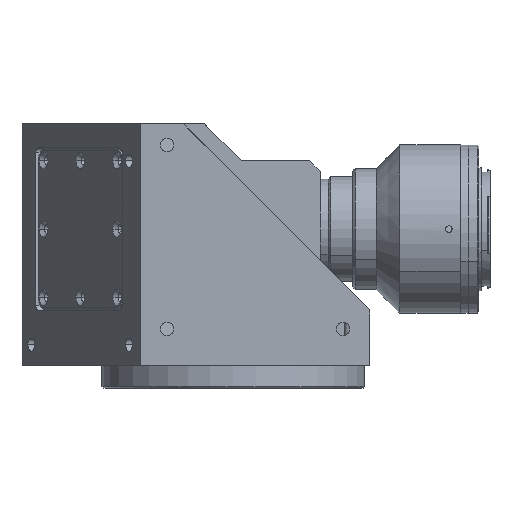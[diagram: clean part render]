
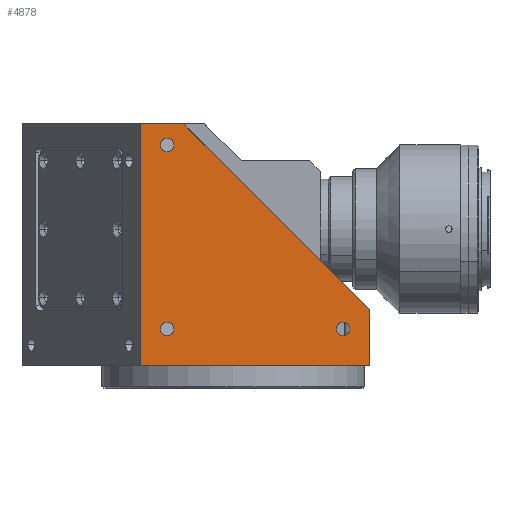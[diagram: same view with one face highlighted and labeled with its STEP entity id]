
A CAD part, front view. The second image highlights one B-rep face of the part: STEP entity #4878.
In plain terms, the highlighted planar face has unit normal (0, -1, 0).
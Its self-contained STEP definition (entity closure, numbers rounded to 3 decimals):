
#318 = CARTESIAN_POINT ( 'NONE',  ( 41.815, -52., 206.692 ) ) ;
#335 = ORIENTED_EDGE ( 'NONE', *, *, #10830, .F. ) ;
#379 = EDGE_LOOP ( 'NONE', ( #2047, #2114 ) ) ;
#915 = VECTOR ( 'NONE', #11151, 1000. ) ;
#1311 = LINE ( 'NONE', #10672, #915 ) ;
#1410 = VERTEX_POINT ( 'NONE', #5011 ) ;
#1449 = AXIS2_PLACEMENT_3D ( 'NONE', #10907, #10902, #10886 ) ;
#1521 = AXIS2_PLACEMENT_3D ( 'NONE', #11052, #11015, #11012 ) ;
#1598 = AXIS2_PLACEMENT_3D ( 'NONE', #11480, #11469, #11355 ) ;
#1988 = ORIENTED_EDGE ( 'NONE', *, *, #9188, .F. ) ;
#2047 = ORIENTED_EDGE ( 'NONE', *, *, #10784, .F. ) ;
#2093 = CARTESIAN_POINT ( 'NONE',  ( -25.185, -52., 201.692 ) ) ;
#2114 = ORIENTED_EDGE ( 'NONE', *, *, #9238, .F. ) ;
#2129 = ORIENTED_EDGE ( 'NONE', *, *, #9133, .F. ) ;
#2135 = VECTOR ( 'NONE', #12388, 1000. ) ;
#2213 = ORIENTED_EDGE ( 'NONE', *, *, #10762, .T. ) ;
#2306 = ORIENTED_EDGE ( 'NONE', *, *, #10698, .T. ) ;
#2364 = ORIENTED_EDGE ( 'NONE', *, *, #10850, .F. ) ;
#2400 = ORIENTED_EDGE ( 'NONE', *, *, #10846, .F. ) ;
#2476 = CARTESIAN_POINT ( 'NONE',  ( -35.185, -52., 282.192 ) ) ;
#2554 = ORIENTED_EDGE ( 'NONE', *, *, #10867, .T. ) ;
#2938 = CIRCLE ( 'NONE', #1449, 2.5 ) ;
#3363 = FACE_OUTER_BOUND ( 'NONE', #10348, .T. ) ;
#3380 = FACE_BOUND ( 'NONE', #3649, .T. ) ;
#3394 = FACE_BOUND ( 'NONE', #10255, .T. ) ;
#3410 = FACE_BOUND ( 'NONE', #379, .T. ) ;
#3465 = VERTEX_POINT ( 'NONE', #2476 ) ;
#3649 = EDGE_LOOP ( 'NONE', ( #335, #2129 ) ) ;
#4166 = CIRCLE ( 'NONE', #1598, 2.5 ) ;
#4240 = DIRECTION ( 'NONE',  ( 0., 0., -1. ) ) ;
#4261 = DIRECTION ( 'NONE',  ( 0., -1., 0. ) ) ;
#4270 = CARTESIAN_POINT ( 'NONE',  ( -25.185, -52., 204.192 ) ) ;
#4299 = CIRCLE ( 'NONE', #5363, 2.5 ) ;
#4468 = CIRCLE ( 'NONE', #5191, 2.5 ) ;
#4491 = CARTESIAN_POINT ( 'NONE',  ( 52., -52., 211.405 ) ) ;
#4582 = VERTEX_POINT ( 'NONE', #10829 ) ;
#4781 = VERTEX_POINT ( 'NONE', #10053 ) ;
#4878 = ADVANCED_FACE ( 'NONE', ( #3380, #3394, #3410, #3363 ), #9407, .T. ) ;
#4887 = CARTESIAN_POINT ( 'NONE',  ( 52., -52., 190.192 ) ) ;
#4932 = DIRECTION ( 'NONE',  ( 0., 0., -1. ) ) ;
#4941 = DIRECTION ( 'NONE',  ( 0., -1., 0. ) ) ;
#4944 = CARTESIAN_POINT ( 'NONE',  ( 41.815, -52., 204.192 ) ) ;
#5011 = CARTESIAN_POINT ( 'NONE',  ( 41.815, -52., 201.692 ) ) ;
#5126 = DIRECTION ( 'NONE',  ( 0., 0., -1. ) ) ;
#5128 = DIRECTION ( 'NONE',  ( 0., -1., 0. ) ) ;
#5156 = CARTESIAN_POINT ( 'NONE',  ( -25.185, -52., 274.192 ) ) ;
#5191 = AXIS2_PLACEMENT_3D ( 'NONE', #4270, #4261, #4240 ) ;
#5363 = AXIS2_PLACEMENT_3D ( 'NONE', #4944, #4941, #4932 ) ;
#5394 = AXIS2_PLACEMENT_3D ( 'NONE', #5156, #5128, #5126 ) ;
#6088 = VERTEX_POINT ( 'NONE', #4887 ) ;
#6400 = CARTESIAN_POINT ( 'NONE',  ( -35.185, -52., 190.192 ) ) ;
#6481 = VERTEX_POINT ( 'NONE', #2093 ) ;
#6745 = VERTEX_POINT ( 'NONE', #318 ) ;
#7325 = LINE ( 'NONE', #10618, #13241 ) ;
#8161 = VECTOR ( 'NONE', #11809, 1000. ) ;
#9133 = EDGE_CURVE ( 'NONE', #15038, #4582, #10526, .T. ) ;
#9188 = EDGE_CURVE ( 'NONE', #6745, #1410, #4299, .T. ) ;
#9238 = EDGE_CURVE ( 'NONE', #15209, #6481, #4468, .T. ) ;
#9285 = DIRECTION ( 'NONE',  ( 0., 0., -1. ) ) ;
#9300 = DIRECTION ( 'NONE',  ( 0., -1., 0. ) ) ;
#9319 = CARTESIAN_POINT ( 'NONE',  ( -35.185, -52., 180.192 ) ) ;
#9407 = PLANE ( 'NONE',  #13302 ) ;
#9868 = VECTOR ( 'NONE', #10652, 1000. ) ;
#10053 = CARTESIAN_POINT ( 'NONE',  ( -18.787, -52., 282.192 ) ) ;
#10219 = LINE ( 'NONE', #10633, #9868 ) ;
#10255 = EDGE_LOOP ( 'NONE', ( #11228, #1988 ) ) ;
#10348 = EDGE_LOOP ( 'NONE', ( #2213, #2306, #2400, #2364, #2554 ) ) ;
#10526 = CIRCLE ( 'NONE', #5394, 2.5 ) ;
#10614 = DIRECTION ( 'NONE',  ( 1., 0., 0. ) ) ;
#10618 = CARTESIAN_POINT ( 'NONE',  ( -35.185, -52., 282.192 ) ) ;
#10633 = CARTESIAN_POINT ( 'NONE',  ( -35.185, -52., 190.192 ) ) ;
#10652 = DIRECTION ( 'NONE',  ( 1., 0., 0. ) ) ;
#10672 = CARTESIAN_POINT ( 'NONE',  ( -35.185, -52., 180.192 ) ) ;
#10698 = EDGE_CURVE ( 'NONE', #11703, #4781, #10931, .T. ) ;
#10762 = EDGE_CURVE ( 'NONE', #6088, #11703, #11081, .T. ) ;
#10784 = EDGE_CURVE ( 'NONE', #6481, #15209, #4166, .T. ) ;
#10806 = EDGE_CURVE ( 'NONE', #1410, #6745, #14737, .T. ) ;
#10829 = CARTESIAN_POINT ( 'NONE',  ( -25.185, -52., 271.692 ) ) ;
#10830 = EDGE_CURVE ( 'NONE', #4582, #15038, #2938, .T. ) ;
#10846 = EDGE_CURVE ( 'NONE', #3465, #4781, #7325, .T. ) ;
#10850 = EDGE_CURVE ( 'NONE', #11464, #3465, #1311, .T. ) ;
#10867 = EDGE_CURVE ( 'NONE', #11464, #6088, #10219, .T. ) ;
#10886 = DIRECTION ( 'NONE',  ( 0., 0., -1. ) ) ;
#10902 = DIRECTION ( 'NONE',  ( 0., -1., 0. ) ) ;
#10907 = CARTESIAN_POINT ( 'NONE',  ( -25.185, -52., 274.192 ) ) ;
#10931 = LINE ( 'NONE', #12406, #2135 ) ;
#11012 = DIRECTION ( 'NONE',  ( 0., 0., -1. ) ) ;
#11015 = DIRECTION ( 'NONE',  ( 0., -1., 0. ) ) ;
#11052 = CARTESIAN_POINT ( 'NONE',  ( 41.815, -52., 204.192 ) ) ;
#11081 = LINE ( 'NONE', #11925, #8161 ) ;
#11151 = DIRECTION ( 'NONE',  ( 0., 0., 1. ) ) ;
#11228 = ORIENTED_EDGE ( 'NONE', *, *, #10806, .F. ) ;
#11355 = DIRECTION ( 'NONE',  ( 0., 0., -1. ) ) ;
#11464 = VERTEX_POINT ( 'NONE', #6400 ) ;
#11469 = DIRECTION ( 'NONE',  ( 0., -1., 0. ) ) ;
#11480 = CARTESIAN_POINT ( 'NONE',  ( -25.185, -52., 204.192 ) ) ;
#11703 = VERTEX_POINT ( 'NONE', #4491 ) ;
#11809 = DIRECTION ( 'NONE',  ( 0., 0., 1. ) ) ;
#11925 = CARTESIAN_POINT ( 'NONE',  ( 52., -52., 180.192 ) ) ;
#12388 = DIRECTION ( 'NONE',  ( -0.707, 0., 0.707 ) ) ;
#12406 = CARTESIAN_POINT ( 'NONE',  ( -18.787, -52., 282.192 ) ) ;
#13241 = VECTOR ( 'NONE', #10614, 1000. ) ;
#13302 = AXIS2_PLACEMENT_3D ( 'NONE', #9319, #9300, #9285 ) ;
#13501 = CARTESIAN_POINT ( 'NONE',  ( -25.185, -52., 206.692 ) ) ;
#14737 = CIRCLE ( 'NONE', #1521, 2.5 ) ;
#14883 = CARTESIAN_POINT ( 'NONE',  ( -25.185, -52., 276.692 ) ) ;
#15038 = VERTEX_POINT ( 'NONE', #14883 ) ;
#15209 = VERTEX_POINT ( 'NONE', #13501 ) ;
